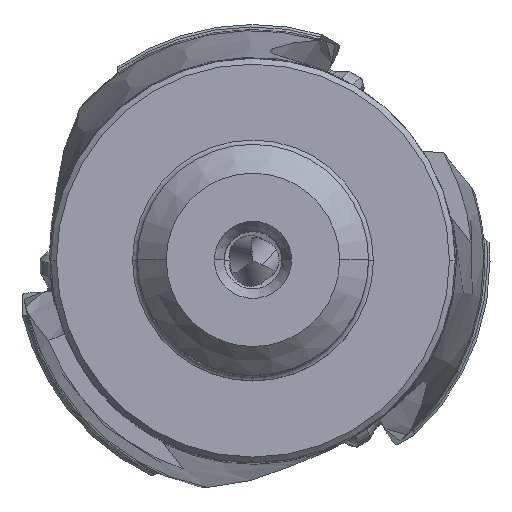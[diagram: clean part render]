
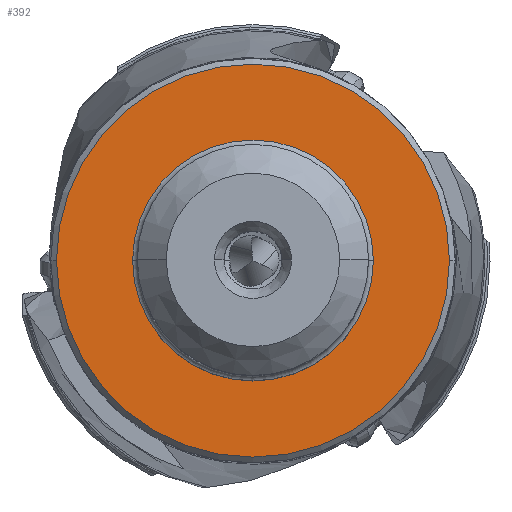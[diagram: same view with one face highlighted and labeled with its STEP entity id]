
A CAD part, top view. The second image highlights one B-rep face of the part: STEP entity #392.
In plain terms, the highlighted planar face has unit normal (0, 0, 1).
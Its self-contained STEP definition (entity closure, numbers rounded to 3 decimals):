
#84=FACE_BOUND('',#1031,.T.);
#85=FACE_BOUND('',#1032,.T.);
#392=ADVANCED_FACE('',(#84,#85),#619,.T.);
#619=PLANE('',#5877);
#1031=EDGE_LOOP('',(#2602,#2603));
#1032=EDGE_LOOP('',(#2604,#2605));
#1803=CIRCLE('',#5870,6.25);
#1805=CIRCLE('',#5873,6.25);
#1806=CIRCLE('',#5875,10.2);
#1807=CIRCLE('',#5876,10.2);
#2602=ORIENTED_EDGE('',*,*,#4665,.F.);
#2603=ORIENTED_EDGE('',*,*,#4666,.F.);
#2604=ORIENTED_EDGE('',*,*,#4664,.F.);
#2605=ORIENTED_EDGE('',*,*,#4662,.F.);
#4002=VERTEX_POINT('',#11248);
#4003=VERTEX_POINT('',#11250);
#4004=VERTEX_POINT('',#11256);
#4005=VERTEX_POINT('',#11257);
#4662=EDGE_CURVE('',#4002,#4003,#1803,.T.);
#4664=EDGE_CURVE('',#4003,#4002,#1805,.T.);
#4665=EDGE_CURVE('',#4004,#4005,#1806,.T.);
#4666=EDGE_CURVE('',#4005,#4004,#1807,.T.);
#5870=AXIS2_PLACEMENT_3D('',#11249,#6789,#6790);
#5873=AXIS2_PLACEMENT_3D('',#11253,#6795,#6796);
#5875=AXIS2_PLACEMENT_3D('',#11255,#6799,#6800);
#5876=AXIS2_PLACEMENT_3D('',#11258,#6801,#6802);
#5877=AXIS2_PLACEMENT_3D('',#11259,#6803,#6804);
#6789=DIRECTION('',(0.,0.,1.));
#6790=DIRECTION('',(-1.,0.,0.));
#6795=DIRECTION('',(0.,0.,1.));
#6796=DIRECTION('',(1.,0.,0.));
#6799=DIRECTION('',(0.,0.,-1.));
#6800=DIRECTION('',(1.,0.,0.));
#6801=DIRECTION('',(0.,0.,-1.));
#6802=DIRECTION('',(-1.,0.,0.));
#6803=DIRECTION('',(0.,0.,1.));
#6804=DIRECTION('',(1.,0.,0.));
#11248=CARTESIAN_POINT('',(-6.25,0.,0.));
#11249=CARTESIAN_POINT('',(0.,0.,0.));
#11250=CARTESIAN_POINT('',(6.25,0.,0.));
#11253=CARTESIAN_POINT('',(0.,0.,0.));
#11255=CARTESIAN_POINT('',(0.,0.,0.));
#11256=CARTESIAN_POINT('',(10.2,0.,0.));
#11257=CARTESIAN_POINT('',(-10.2,0.,0.));
#11258=CARTESIAN_POINT('',(0.,0.,0.));
#11259=CARTESIAN_POINT('',(0.,0.,0.));
